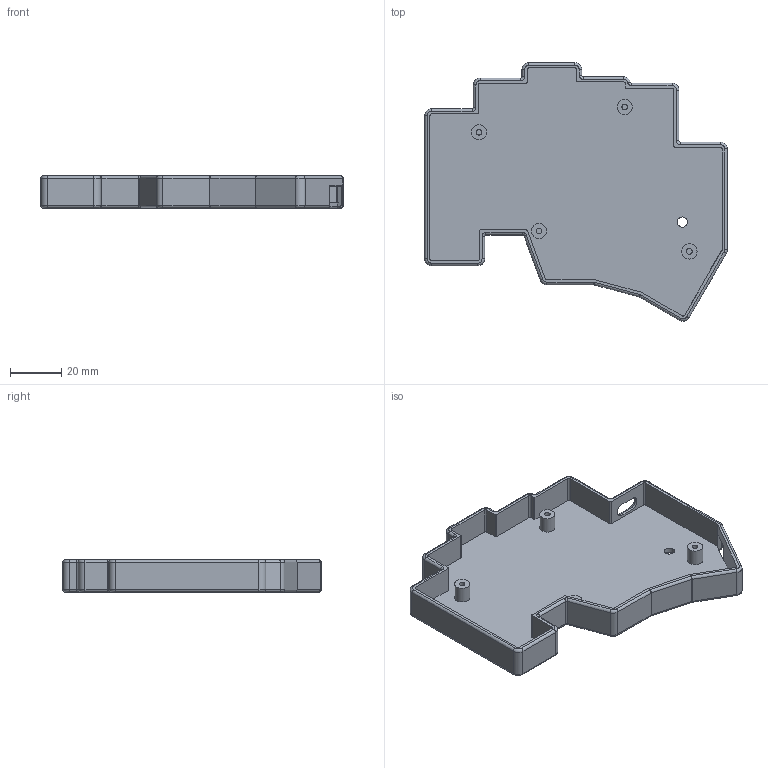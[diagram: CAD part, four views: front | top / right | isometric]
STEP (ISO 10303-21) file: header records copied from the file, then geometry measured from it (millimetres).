
FILE_DESCRIPTION(/* description */ ('STEP AP242 Edition 2','CAx-IF Rec.Pracs.---Representation and Presentation of Product Manufacturing Information (PMI)---4.0---2014-10-13','CAx-IF Rec.Pracs.---3D Tessellated Geometry---0.4---2014-09-14','2;1','CAx-IF Rec.Pracs.---User Defined Attributes---1.5---2016-08-15'),/* implementation_level */ '2;1');
FILE_NAME(/* name */ '697a842e24f0e0b53b2da71e',/* time_stamp */ '2026-01-28T21:48:30Z',/* author */ (''),/* organization */ (''),/* preprocessor_version */ 'ST-DEVELOPER v20',/* originating_system */ 'ONSHAPE BY PTC INC, 1.209',/* authorisation */ ' ');
FILE_SCHEMA (('AP242_MANAGED_MODEL_BASED_3D_ENGINEERING_MIM_LF { 1 0 10303 442 3 1 4 }'));
Length unit declared in the file: metre
Products named in the file (1): Left
Bounding box: 118.56 x 101.31 x 12.6 mm (x, y, z)
Volume: 26474.8 mm3; surface area: 27288.5 mm2
Topology: 1 solids, 1 shells, 206 faces, 498 edges, 301 vertices
Faces by surface type: cylinder 101, plane 58, torus 46, bspline 1
Full cylindrical faces by diameter (mm): 2.2 x4, 4 x1, 6 x4
Entity records: 6010 total; most frequent: DIRECTION 1144, CARTESIAN_POINT 1025, ORIENTED_EDGE 978, EDGE_CURVE 489, AXIS2_PLACEMENT_3D 453, VERTEX_POINT 301, CIRCLE 244, LINE 238
